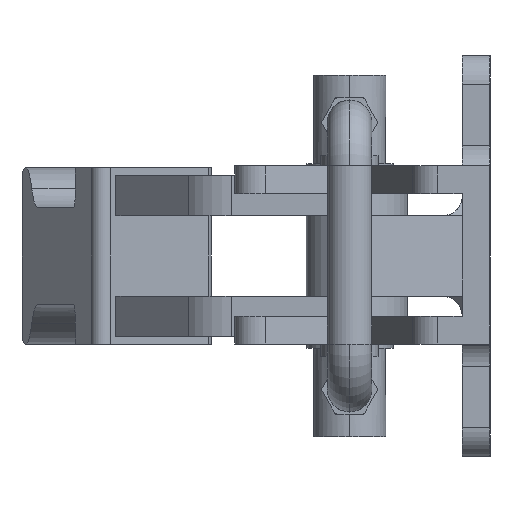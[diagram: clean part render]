
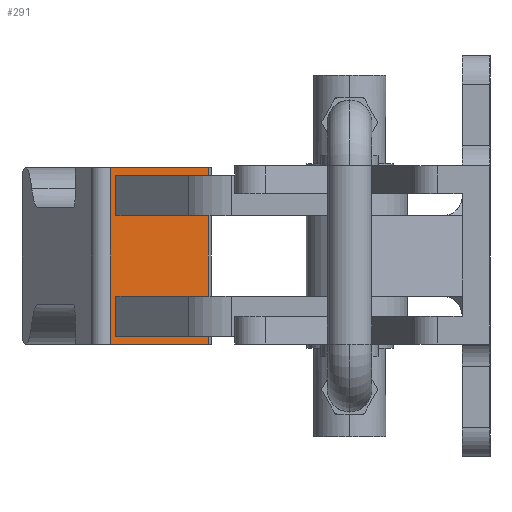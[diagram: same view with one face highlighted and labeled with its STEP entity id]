
A CAD part, left-side view. The second image highlights one B-rep face of the part: STEP entity #291.
In plain terms, the highlighted planar face has unit normal (-0.707, -0.707, 0).
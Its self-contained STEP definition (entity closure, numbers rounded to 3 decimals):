
#291 = ADVANCED_FACE( '', ( #636, #637, #638 ), #639, .T. );
#636 = FACE_OUTER_BOUND( '', #1204, .T. );
#637 = FACE_BOUND( '', #1205, .T. );
#638 = FACE_BOUND( '', #1206, .T. );
#639 = PLANE( '', #1207 );
#1204 = EDGE_LOOP( '', ( #2224, #2225, #2226, #2227 ) );
#1205 = EDGE_LOOP( '', ( #2228, #2229, #2230, #2231 ) );
#1206 = EDGE_LOOP( '', ( #2232, #2233, #2234, #2235 ) );
#1207 = AXIS2_PLACEMENT_3D( '', #2236, #2237, #2238 );
#2224 = ORIENTED_EDGE( '', *, *, #4024, .T. );
#2225 = ORIENTED_EDGE( '', *, *, #4036, .F. );
#2226 = ORIENTED_EDGE( '', *, *, #4031, .F. );
#2227 = ORIENTED_EDGE( '', *, *, #4037, .T. );
#2228 = ORIENTED_EDGE( '', *, *, #4038, .F. );
#2229 = ORIENTED_EDGE( '', *, *, #4039, .F. );
#2230 = ORIENTED_EDGE( '', *, *, #4040, .F. );
#2231 = ORIENTED_EDGE( '', *, *, #4041, .F. );
#2232 = ORIENTED_EDGE( '', *, *, #4042, .F. );
#2233 = ORIENTED_EDGE( '', *, *, #4043, .F. );
#2234 = ORIENTED_EDGE( '', *, *, #4044, .F. );
#2235 = ORIENTED_EDGE( '', *, *, #4045, .F. );
#2236 = CARTESIAN_POINT( '', ( 3.292, 34.094, 7.92 ) );
#2237 = DIRECTION( '', ( -0.707, -0.707, 0. ) );
#2238 = DIRECTION( '', ( -0.707, 0.707, 0. ) );
#4024 = EDGE_CURVE( '', #4883, #4881, #4884, .T. );
#4031 = EDGE_CURVE( '', #4892, #4894, #4895, .T. );
#4036 = EDGE_CURVE( '', #4894, #4881, #4901, .T. );
#4037 = EDGE_CURVE( '', #4892, #4883, #4902, .T. );
#4038 = EDGE_CURVE( '', #4903, #4904, #4905, .T. );
#4039 = EDGE_CURVE( '', #4906, #4903, #4907, .T. );
#4040 = EDGE_CURVE( '', #4908, #4906, #4909, .T. );
#4041 = EDGE_CURVE( '', #4904, #4908, #4910, .T. );
#4042 = EDGE_CURVE( '', #4911, #4912, #4913, .T. );
#4043 = EDGE_CURVE( '', #4914, #4911, #4915, .T. );
#4044 = EDGE_CURVE( '', #4916, #4914, #4917, .T. );
#4045 = EDGE_CURVE( '', #4912, #4916, #4918, .T. );
#4881 = VERTEX_POINT( '', #6258 );
#4883 = VERTEX_POINT( '', #6260 );
#4884 = LINE( '', #6261, #6262 );
#4892 = VERTEX_POINT( '', #6274 );
#4894 = VERTEX_POINT( '', #6276 );
#4895 = LINE( '', #6277, #6278 );
#4901 = LINE( '', #6287, #6288 );
#4902 = LINE( '', #6289, #6290 );
#4903 = VERTEX_POINT( '', #6291 );
#4904 = VERTEX_POINT( '', #6292 );
#4905 = LINE( '', #6293, #6294 );
#4906 = VERTEX_POINT( '', #6295 );
#4907 = LINE( '', #6296, #6297 );
#4908 = VERTEX_POINT( '', #6298 );
#4909 = LINE( '', #6299, #6300 );
#4910 = LINE( '', #6301, #6302 );
#4911 = VERTEX_POINT( '', #6303 );
#4912 = VERTEX_POINT( '', #6304 );
#4913 = LINE( '', #6305, #6306 );
#4914 = VERTEX_POINT( '', #6307 );
#4915 = LINE( '', #6308, #6309 );
#4916 = VERTEX_POINT( '', #6310 );
#4917 = LINE( '', #6311, #6312 );
#4918 = LINE( '', #6313, #6314 );
#6258 = CARTESIAN_POINT( '', ( 12.079, 25.307, -7.92 ) );
#6260 = CARTESIAN_POINT( '', ( 3.292, 34.094, -7.92 ) );
#6261 = CARTESIAN_POINT( '', ( 3.292, 34.094, -7.92 ) );
#6262 = VECTOR( '', #8131, 1. );
#6274 = CARTESIAN_POINT( '', ( 3.292, 34.094, 7.92 ) );
#6276 = CARTESIAN_POINT( '', ( 12.079, 25.307, 7.92 ) );
#6277 = CARTESIAN_POINT( '', ( 3.292, 34.094, 7.92 ) );
#6278 = VECTOR( '', #8142, 1. );
#6287 = CARTESIAN_POINT( '', ( 12.079, 25.307, 7.92 ) );
#6288 = VECTOR( '', #8149, 1. );
#6289 = CARTESIAN_POINT( '', ( 3.292, 34.094, 7.92 ) );
#6290 = VECTOR( '', #8150, 1. );
#6291 = CARTESIAN_POINT( '', ( 3.821, 33.565, 3.59 ) );
#6292 = CARTESIAN_POINT( '', ( 11.285, 26.101, 3.59 ) );
#6293 = CARTESIAN_POINT( '', ( 10.992, 26.394, 3.59 ) );
#6294 = VECTOR( '', #8151, 1. );
#6295 = CARTESIAN_POINT( '', ( 3.821, 33.565, 7.19 ) );
#6296 = CARTESIAN_POINT( '', ( 3.821, 33.565, 5.755 ) );
#6297 = VECTOR( '', #8152, 1. );
#6298 = CARTESIAN_POINT( '', ( 11.285, 26.101, 7.19 ) );
#6299 = CARTESIAN_POINT( '', ( 10.992, 26.394, 7.19 ) );
#6300 = VECTOR( '', #8153, 1. );
#6301 = CARTESIAN_POINT( '', ( 11.285, 26.101, 5.39 ) );
#6302 = VECTOR( '', #8154, 1. );
#6303 = CARTESIAN_POINT( '', ( 11.285, 26.101, -3.59 ) );
#6304 = CARTESIAN_POINT( '', ( 3.821, 33.565, -3.59 ) );
#6305 = CARTESIAN_POINT( '', ( 10.992, 26.394, -3.59 ) );
#6306 = VECTOR( '', #8155, 1. );
#6307 = CARTESIAN_POINT( '', ( 11.285, 26.101, -7.19 ) );
#6308 = CARTESIAN_POINT( '', ( 11.285, 26.101, -5.39 ) );
#6309 = VECTOR( '', #8156, 1. );
#6310 = CARTESIAN_POINT( '', ( 3.821, 33.565, -7.19 ) );
#6311 = CARTESIAN_POINT( '', ( 10.992, 26.394, -7.19 ) );
#6312 = VECTOR( '', #8157, 1. );
#6313 = CARTESIAN_POINT( '', ( 3.821, 33.565, 2.165 ) );
#6314 = VECTOR( '', #8158, 1. );
#8131 = DIRECTION( '', ( 0.707, -0.707, 0. ) );
#8142 = DIRECTION( '', ( 0.707, -0.707, 0. ) );
#8149 = DIRECTION( '', ( 0., 0., -1. ) );
#8150 = DIRECTION( '', ( 0., 0., -1. ) );
#8151 = DIRECTION( '', ( 0.707, -0.707, 0. ) );
#8152 = DIRECTION( '', ( 0., 0., -1. ) );
#8153 = DIRECTION( '', ( -0.707, 0.707, 0. ) );
#8154 = DIRECTION( '', ( 0., 0., 1. ) );
#8155 = DIRECTION( '', ( -0.707, 0.707, 0. ) );
#8156 = DIRECTION( '', ( 0., 0., 1. ) );
#8157 = DIRECTION( '', ( 0.707, -0.707, 0. ) );
#8158 = DIRECTION( '', ( 0., 0., -1. ) );
